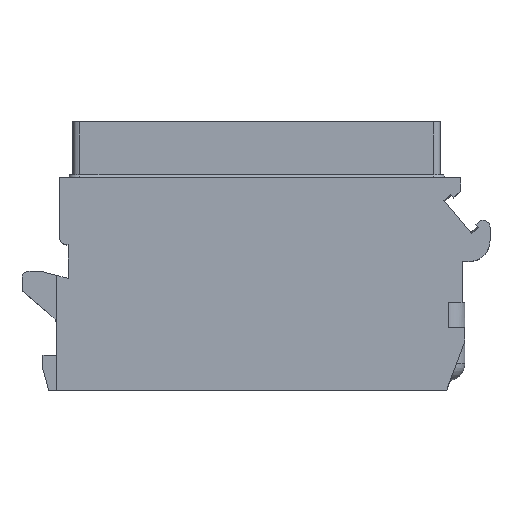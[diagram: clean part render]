
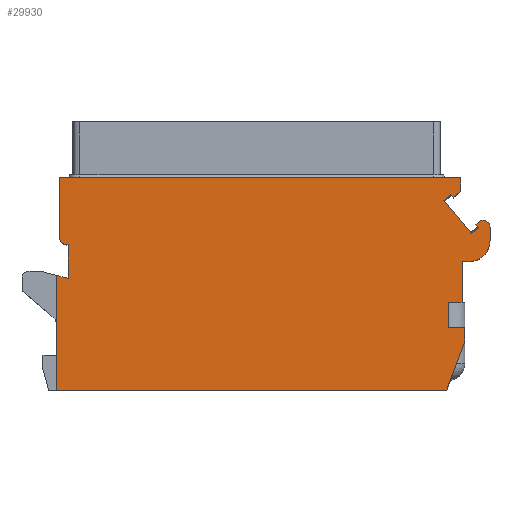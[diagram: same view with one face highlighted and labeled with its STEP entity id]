
A CAD part, top view. The second image highlights one B-rep face of the part: STEP entity #29930.
In plain terms, the highlighted planar face has unit normal (0, 0, 1).
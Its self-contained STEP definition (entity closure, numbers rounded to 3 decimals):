
#98=DIRECTION('',(0.643,-0.766,0.));
#99=VECTOR('',#98,0.3);
#100=CARTESIAN_POINT('',(15.698,11.873,7.));
#101=LINE('',#100,#99);
#102=DIRECTION('',(0.766,0.643,0.));
#103=VECTOR('',#102,0.236);
#104=CARTESIAN_POINT('',(15.698,11.873,7.));
#105=LINE('',#104,#103);
#106=DIRECTION('',(0.,1.,0.));
#107=VECTOR('',#106,0.942);
#108=CARTESIAN_POINT('',(16.7,10.7,7.));
#109=LINE('',#108,#107);
#110=DIRECTION('',(-1.,0.,0.));
#111=VECTOR('',#110,0.5);
#112=CARTESIAN_POINT('',(15.2,9.2,7.));
#113=LINE('',#112,#111);
#114=DIRECTION('',(0.,-1.,0.));
#115=VECTOR('',#114,2.9);
#116=CARTESIAN_POINT('',(14.7,9.2,7.));
#117=LINE('',#116,#115);
#118=DIRECTION('',(-1.,0.,0.));
#119=VECTOR('',#118,1.);
#120=CARTESIAN_POINT('',(14.7,6.3,7.));
#121=LINE('',#120,#119);
#122=DIRECTION('',(0.,-1.,0.));
#123=VECTOR('',#122,1.8);
#124=CARTESIAN_POINT('',(13.7,6.3,7.));
#125=LINE('',#124,#123);
#126=DIRECTION('',(1.,0.,0.));
#127=VECTOR('',#126,1.2);
#128=CARTESIAN_POINT('',(13.7,4.5,7.));
#129=LINE('',#128,#127);
#130=DIRECTION('',(0.,-1.,0.));
#131=VECTOR('',#130,1.);
#132=CARTESIAN_POINT('',(14.9,4.5,7.));
#133=LINE('',#132,#131);
#134=DIRECTION('',(-0.348,-0.937,0.));
#135=VECTOR('',#134,3.734);
#136=CARTESIAN_POINT('',(14.9,3.5,7.));
#137=LINE('',#136,#135);
#138=DIRECTION('',(1.,0.,0.));
#139=VECTOR('',#138,27.9);
#140=CARTESIAN_POINT('',(-14.3,0.,7.));
#141=LINE('',#140,#139);
#142=DIRECTION('',(0.966,-0.259,0.));
#143=VECTOR('',#142,0.828);
#144=CARTESIAN_POINT('',(-14.3,8.205,7.));
#145=LINE('',#144,#143);
#146=DIRECTION('',(0.,1.,0.));
#147=VECTOR('',#146,2.409);
#148=CARTESIAN_POINT('',(-13.5,7.991,7.));
#149=LINE('',#148,#147);
#150=DIRECTION('',(-1.,0.,0.));
#151=VECTOR('',#150,0.1);
#152=CARTESIAN_POINT('',(-13.5,10.4,7.));
#153=LINE('',#152,#151);
#154=CARTESIAN_POINT('',(-13.6,10.9,7.));
#155=DIRECTION('',(0.,0.,1.));
#156=DIRECTION('',(-1.,0.,0.));
#157=AXIS2_PLACEMENT_3D('',#154,#155,#156);
#159=DIRECTION('',(0.,-1.,0.));
#160=VECTOR('',#159,4.3);
#161=CARTESIAN_POINT('',(-14.1,15.2,7.));
#162=LINE('',#161,#160);
#163=DIRECTION('',(-1.,0.,0.));
#164=VECTOR('',#163,28.7);
#165=CARTESIAN_POINT('',(14.6,15.2,7.));
#166=LINE('',#165,#164);
#167=DIRECTION('',(0.,-1.,0.));
#168=VECTOR('',#167,0.985);
#169=CARTESIAN_POINT('',(14.6,15.2,7.));
#170=LINE('',#169,#168);
#171=DIRECTION('',(-0.766,-0.643,0.));
#172=VECTOR('',#171,0.665);
#173=CARTESIAN_POINT('',(14.6,14.215,7.));
#174=LINE('',#173,#172);
#175=DIRECTION('',(0.643,-0.766,0.));
#176=VECTOR('',#175,0.3);
#177=CARTESIAN_POINT('',(13.898,14.018,7.));
#178=LINE('',#177,#176);
#179=DIRECTION('',(0.643,-0.766,0.));
#180=VECTOR('',#179,3.1);
#181=CARTESIAN_POINT('',(13.4,13.6,7.));
#182=LINE('',#181,#180);
#195=CARTESIAN_POINT('',(16.2,11.642,7.));
#196=DIRECTION('',(0.,0.,1.));
#197=DIRECTION('',(1.,0.,0.));
#198=AXIS2_PLACEMENT_3D('',#195,#196,#197);
#222=CARTESIAN_POINT('',(15.2,10.7,7.));
#223=DIRECTION('',(0.,0.,-1.));
#224=DIRECTION('',(1.,0.,0.));
#225=AXIS2_PLACEMENT_3D('',#222,#223,#224);
#448=DIRECTION('',(0.,-1.,0.));
#449=VECTOR('',#448,8.205);
#450=CARTESIAN_POINT('',(-14.3,8.205,7.));
#451=LINE('',#450,#449);
#664=DIRECTION('',(0.766,0.643,0.));
#665=VECTOR('',#664,0.65);
#666=CARTESIAN_POINT('',(13.4,13.6,7.));
#667=LINE('',#666,#665);
#688=DIRECTION('',(-0.766,-0.643,0.));
#689=VECTOR('',#688,0.65);
#690=CARTESIAN_POINT('',(15.891,11.643,7.));
#691=LINE('',#690,#689);
#23424=CARTESIAN_POINT('',(-13.5,7.991,7.));
#23425=CARTESIAN_POINT('',(-13.5,10.4,7.));
#23426=VERTEX_POINT('',#23424);
#23427=VERTEX_POINT('',#23425);
#23428=CARTESIAN_POINT('',(-14.1,10.9,7.));
#23429=CARTESIAN_POINT('',(-13.6,10.4,7.));
#23430=VERTEX_POINT('',#23428);
#23431=VERTEX_POINT('',#23429);
#23432=CARTESIAN_POINT('',(-14.1,15.2,7.));
#23433=VERTEX_POINT('',#23432);
#23434=CARTESIAN_POINT('',(-14.3,8.205,7.));
#23436=VERTEX_POINT('',#23434);
#23446=CARTESIAN_POINT('',(-14.3,0.,7.));
#23447=VERTEX_POINT('',#23446);
#23490=CARTESIAN_POINT('',(14.7,9.2,7.));
#23492=VERTEX_POINT('',#23490);
#23506=CARTESIAN_POINT('',(14.7,6.3,7.));
#23507=CARTESIAN_POINT('',(13.7,6.3,7.));
#23508=VERTEX_POINT('',#23506);
#23509=VERTEX_POINT('',#23507);
#23510=CARTESIAN_POINT('',(13.7,4.5,7.));
#23511=VERTEX_POINT('',#23510);
#23512=CARTESIAN_POINT('',(14.9,4.5,7.));
#23513=VERTEX_POINT('',#23512);
#23514=CARTESIAN_POINT('',(14.9,3.5,7.));
#23515=VERTEX_POINT('',#23514);
#23516=CARTESIAN_POINT('',(13.6,0.,7.));
#23517=VERTEX_POINT('',#23516);
#23519=CARTESIAN_POINT('',(16.7,10.7,7.));
#23521=VERTEX_POINT('',#23519);
#23523=CARTESIAN_POINT('',(15.2,9.2,7.));
#23525=VERTEX_POINT('',#23523);
#23547=CARTESIAN_POINT('',(14.6,15.2,7.));
#23548=CARTESIAN_POINT('',(14.6,14.215,7.));
#23549=VERTEX_POINT('',#23547);
#23550=VERTEX_POINT('',#23548);
#23552=CARTESIAN_POINT('',(16.7,11.642,7.));
#23554=VERTEX_POINT('',#23552);
#23556=CARTESIAN_POINT('',(15.879,12.025,7.));
#23558=VERTEX_POINT('',#23556);
#25806=CARTESIAN_POINT('',(15.393,11.225,7.));
#25808=VERTEX_POINT('',#25806);
#25816=CARTESIAN_POINT('',(13.4,13.6,7.));
#25817=VERTEX_POINT('',#25816);
#25822=CARTESIAN_POINT('',(14.091,13.788,7.));
#25823=VERTEX_POINT('',#25822);
#25825=CARTESIAN_POINT('',(13.898,14.018,7.));
#25827=VERTEX_POINT('',#25825);
#25832=CARTESIAN_POINT('',(15.698,11.873,7.));
#25833=VERTEX_POINT('',#25832);
#25834=CARTESIAN_POINT('',(15.891,11.643,7.));
#25836=VERTEX_POINT('',#25834);
#29872=CARTESIAN_POINT('',(0.,0.,7.));
#29873=DIRECTION('',(0.,0.,1.));
#29874=DIRECTION('',(1.,0.,0.));
#29875=AXIS2_PLACEMENT_3D('',#29872,#29873,#29874);
#29876=PLANE('',#29875);
#29877=ORIENTED_EDGE('',*,*,#29862,.F.);
#29879=ORIENTED_EDGE('',*,*,#29878,.T.);
#29881=ORIENTED_EDGE('',*,*,#29880,.F.);
#29883=ORIENTED_EDGE('',*,*,#29882,.F.);
#29885=ORIENTED_EDGE('',*,*,#29884,.T.);
#29887=ORIENTED_EDGE('',*,*,#29886,.T.);
#29889=ORIENTED_EDGE('',*,*,#29888,.T.);
#29891=ORIENTED_EDGE('',*,*,#29890,.T.);
#29893=ORIENTED_EDGE('',*,*,#29892,.T.);
#29895=ORIENTED_EDGE('',*,*,#29894,.T.);
#29897=ORIENTED_EDGE('',*,*,#29896,.T.);
#29899=ORIENTED_EDGE('',*,*,#29898,.T.);
#29901=ORIENTED_EDGE('',*,*,#29900,.F.);
#29903=ORIENTED_EDGE('',*,*,#29902,.F.);
#29905=ORIENTED_EDGE('',*,*,#29904,.T.);
#29907=ORIENTED_EDGE('',*,*,#29906,.T.);
#29909=ORIENTED_EDGE('',*,*,#29908,.T.);
#29911=ORIENTED_EDGE('',*,*,#29910,.F.);
#29913=ORIENTED_EDGE('',*,*,#29912,.F.);
#29915=ORIENTED_EDGE('',*,*,#29914,.F.);
#29917=ORIENTED_EDGE('',*,*,#29916,.T.);
#29919=ORIENTED_EDGE('',*,*,#29918,.T.);
#29921=ORIENTED_EDGE('',*,*,#29920,.F.);
#29923=ORIENTED_EDGE('',*,*,#29922,.F.);
#29925=ORIENTED_EDGE('',*,*,#29924,.T.);
#29927=ORIENTED_EDGE('',*,*,#29926,.F.);
#29928=EDGE_LOOP('',(#29877,#29879,#29881,#29883,#29885,#29887,#29889,#29891,
#29893,#29895,#29897,#29899,#29901,#29903,#29905,#29907,#29909,#29911,#29913,
#29915,#29917,#29919,#29921,#29923,#29925,#29927));
#29929=FACE_OUTER_BOUND('',#29928,.F.);
#29930=ADVANCED_FACE('',(#29929),#29876,.T.);
#158=CIRCLE('',#157,0.5);
#199=CIRCLE('',#198,0.5);
#226=CIRCLE('',#225,1.5);
#29862=EDGE_CURVE('',#25833,#25836,#101,.T.);
#29878=EDGE_CURVE('',#25833,#23558,#105,.T.);
#29880=EDGE_CURVE('',#23554,#23558,#199,.T.);
#29882=EDGE_CURVE('',#23521,#23554,#109,.T.);
#29884=EDGE_CURVE('',#23521,#23525,#226,.T.);
#29886=EDGE_CURVE('',#23525,#23492,#113,.T.);
#29888=EDGE_CURVE('',#23492,#23508,#117,.T.);
#29890=EDGE_CURVE('',#23508,#23509,#121,.T.);
#29892=EDGE_CURVE('',#23509,#23511,#125,.T.);
#29894=EDGE_CURVE('',#23511,#23513,#129,.T.);
#29896=EDGE_CURVE('',#23513,#23515,#133,.T.);
#29898=EDGE_CURVE('',#23515,#23517,#137,.T.);
#29900=EDGE_CURVE('',#23447,#23517,#141,.T.);
#29902=EDGE_CURVE('',#23436,#23447,#451,.T.);
#29904=EDGE_CURVE('',#23436,#23426,#145,.T.);
#29906=EDGE_CURVE('',#23426,#23427,#149,.T.);
#29908=EDGE_CURVE('',#23427,#23431,#153,.T.);
#29910=EDGE_CURVE('',#23430,#23431,#158,.T.);
#29912=EDGE_CURVE('',#23433,#23430,#162,.T.);
#29914=EDGE_CURVE('',#23549,#23433,#166,.T.);
#29916=EDGE_CURVE('',#23549,#23550,#170,.T.);
#29918=EDGE_CURVE('',#23550,#25823,#174,.T.);
#29920=EDGE_CURVE('',#25827,#25823,#178,.T.);
#29922=EDGE_CURVE('',#25817,#25827,#667,.T.);
#29924=EDGE_CURVE('',#25817,#25808,#182,.T.);
#29926=EDGE_CURVE('',#25836,#25808,#691,.T.);
